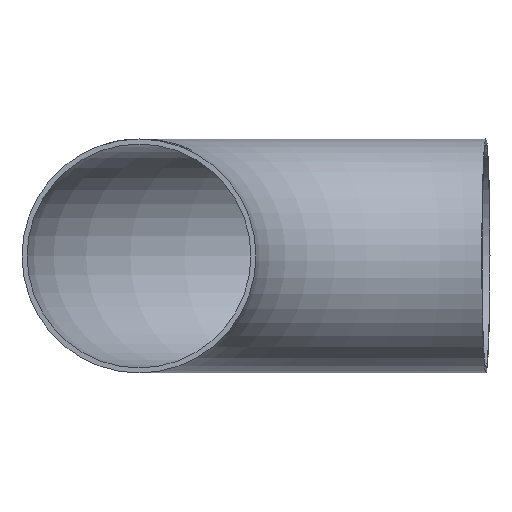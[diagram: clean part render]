
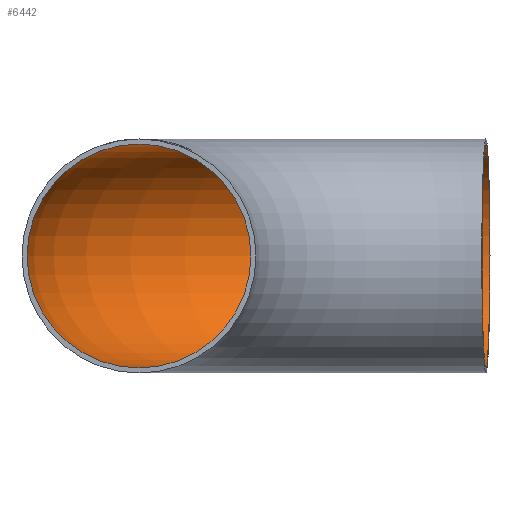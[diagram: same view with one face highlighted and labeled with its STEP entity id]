
A CAD part, front view. The second image highlights one B-rep face of the part: STEP entity #6442.
In plain terms, the highlighted toroidal (fillet/blend) face has major radius 114.3 mm and minor radius 36.449 mm.
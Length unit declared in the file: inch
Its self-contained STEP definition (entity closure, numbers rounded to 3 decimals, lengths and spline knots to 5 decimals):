
#14=CIRCLE('',#6595,1.435);
#48=FACE_BOUND('',#1775,.T.);
#1384=FACE_OUTER_BOUND('',#1774,.T.);
#1774=EDGE_LOOP('',(#6027));
#1775=EDGE_LOOP('',(#6028));
#2431=B_SPLINE_CURVE_WITH_KNOTS('',3,(#15387,#15388,#15389,#15390,#15391,
#15392,#15393,#15394,#15395,#15396,#15397,#15398,#15399,#15400,#15401,#15402,
#15403,#15404,#15405,#15406,#15407,#15408,#15409,#15410,#15411,#15412,#15413,
#15414,#15415,#15416,#15417,#15418,#15419,#15420,#15421,#15422,#15423,#15424,
#15425,#15426,#15427,#15428,#15429,#15430,#15431,#15432,#15433,#15434,#15435,
#15436,#15437,#15438,#15439,#15440,#15441,#15442,#15443,#15444,#15445,#15446,
#15447,#15448,#15449,#15450,#15451,#15452),.UNSPECIFIED.,.T.,.F.,(4,2,2,
2,2,2,2,2,2,2,2,2,2,2,2,2,2,2,2,2,2,2,2,2,2,2,2,2,2,2,2,2,4),(0.,0.67458,
1.34917,2.02397,2.69877,3.37391,4.04905,
4.72466,5.40027,6.0761,6.75193,7.42764,
8.10335,8.77847,9.45359,10.12793,10.80227,
11.4766,12.15094,12.82606,13.50118,14.17689,
14.8526,15.52843,16.20426,16.87987,17.55548,
18.23062,18.90577,19.58056,20.25536,20.92995,
21.60453),.UNSPECIFIED.);
#3086=VERTEX_POINT('',#15386);
#3087=VERTEX_POINT('',#15455);
#4067=EDGE_CURVE('',#3086,#3086,#2431,.T.);
#4068=EDGE_CURVE('',#3087,#3087,#14,.T.);
#6027=ORIENTED_EDGE('',*,*,#4067,.T.);
#6028=ORIENTED_EDGE('',*,*,#4068,.F.);
#6062=TOROIDAL_SURFACE('',#6594,4.5,1.435);
#6442=ADVANCED_FACE('',(#1384,#48),#6062,.F.);
#6594=AXIS2_PLACEMENT_3D('',#15454,#7218,#7219);
#6595=AXIS2_PLACEMENT_3D('',#15456,#7220,#7221);
#7218=DIRECTION('center_axis',(0.,0.,-1.));
#7219=DIRECTION('ref_axis',(-1.,0.,0.));
#7220=DIRECTION('center_axis',(0.,1.,0.));
#7221=DIRECTION('ref_axis',(-1.,0.,0.));
#15386=CARTESIAN_POINT('',(4.49773,5.935,0.));
#15387=CARTESIAN_POINT('Ctrl Pts',(4.49773,5.935,0.));
#15388=CARTESIAN_POINT('Ctrl Pts',(4.49773,5.935,0.08853));
#15389=CARTESIAN_POINT('Ctrl Pts',(4.49743,5.92627,0.18521));
#15390=CARTESIAN_POINT('Ctrl Pts',(4.49611,5.88861,0.37456));
#15391=CARTESIAN_POINT('Ctrl Pts',(4.4951,5.85969,0.46722));
#15392=CARTESIAN_POINT('Ctrl Pts',(4.49273,5.79194,0.63082));
#15393=CARTESIAN_POINT('Ctrl Pts',(4.49116,5.74687,0.71682));
#15394=CARTESIAN_POINT('Ctrl Pts',(4.48742,5.63962,0.87738));
#15395=CARTESIAN_POINT('Ctrl Pts',(4.48524,5.57743,0.95193));
#15396=CARTESIAN_POINT('Ctrl Pts',(4.48087,5.45221,1.07717));
#15397=CARTESIAN_POINT('Ctrl Pts',(4.47827,5.37764,1.1394));
#15398=CARTESIAN_POINT('Ctrl Pts',(4.47266,5.21705,1.24671));
#15399=CARTESIAN_POINT('Ctrl Pts',(4.46966,5.13104,1.2918));
#15400=CARTESIAN_POINT('Ctrl Pts',(4.46394,4.96736,1.3596));
#15401=CARTESIAN_POINT('Ctrl Pts',(4.4607,4.87461,1.38856));
#15402=CARTESIAN_POINT('Ctrl Pts',(4.45408,4.68508,1.42626));
#15403=CARTESIAN_POINT('Ctrl Pts',(4.4507,4.5883,1.435));
#15404=CARTESIAN_POINT('Ctrl Pts',(4.44451,4.41106,1.435));
#15405=CARTESIAN_POINT('Ctrl Pts',(4.44113,4.31425,1.42625));
#15406=CARTESIAN_POINT('Ctrl Pts',(4.43451,4.12466,1.38855));
#15407=CARTESIAN_POINT('Ctrl Pts',(4.43127,4.03187,1.35958));
#15408=CARTESIAN_POINT('Ctrl Pts',(4.42555,3.86808,1.29176));
#15409=CARTESIAN_POINT('Ctrl Pts',(4.42255,3.78199,1.24665));
#15410=CARTESIAN_POINT('Ctrl Pts',(4.41693,3.62124,1.1393));
#15411=CARTESIAN_POINT('Ctrl Pts',(4.41432,3.54658,1.07705));
#15412=CARTESIAN_POINT('Ctrl Pts',(4.40995,3.42123,0.95177));
#15413=CARTESIAN_POINT('Ctrl Pts',(4.40777,3.35898,0.87721));
#15414=CARTESIAN_POINT('Ctrl Pts',(4.40402,3.25159,0.71663));
#15415=CARTESIAN_POINT('Ctrl Pts',(4.40245,3.20646,0.63061));
#15416=CARTESIAN_POINT('Ctrl Pts',(4.40008,3.13865,0.46703));
#15417=CARTESIAN_POINT('Ctrl Pts',(4.39907,3.10971,0.37441));
#15418=CARTESIAN_POINT('Ctrl Pts',(4.39775,3.07203,0.18514));
#15419=CARTESIAN_POINT('Ctrl Pts',(4.39745,3.06328,0.0885));
#15420=CARTESIAN_POINT('Ctrl Pts',(4.39745,3.06328,-0.0885));
#15421=CARTESIAN_POINT('Ctrl Pts',(4.39775,3.07203,-0.18514));
#15422=CARTESIAN_POINT('Ctrl Pts',(4.39907,3.10971,-0.37441));
#15423=CARTESIAN_POINT('Ctrl Pts',(4.40008,3.13865,-0.46703));
#15424=CARTESIAN_POINT('Ctrl Pts',(4.40245,3.20646,-0.63061));
#15425=CARTESIAN_POINT('Ctrl Pts',(4.40402,3.25159,-0.71663));
#15426=CARTESIAN_POINT('Ctrl Pts',(4.40777,3.35898,-0.87721));
#15427=CARTESIAN_POINT('Ctrl Pts',(4.40995,3.42123,-0.95177));
#15428=CARTESIAN_POINT('Ctrl Pts',(4.41432,3.54658,-1.07705));
#15429=CARTESIAN_POINT('Ctrl Pts',(4.41693,3.62124,-1.1393));
#15430=CARTESIAN_POINT('Ctrl Pts',(4.42255,3.78199,-1.24665));
#15431=CARTESIAN_POINT('Ctrl Pts',(4.42555,3.86808,-1.29176));
#15432=CARTESIAN_POINT('Ctrl Pts',(4.43127,4.03187,-1.35958));
#15433=CARTESIAN_POINT('Ctrl Pts',(4.43451,4.12466,-1.38855));
#15434=CARTESIAN_POINT('Ctrl Pts',(4.44113,4.31425,-1.42625));
#15435=CARTESIAN_POINT('Ctrl Pts',(4.44451,4.41106,-1.435));
#15436=CARTESIAN_POINT('Ctrl Pts',(4.4507,4.5883,-1.435));
#15437=CARTESIAN_POINT('Ctrl Pts',(4.45408,4.68508,-1.42626));
#15438=CARTESIAN_POINT('Ctrl Pts',(4.4607,4.87461,-1.38856));
#15439=CARTESIAN_POINT('Ctrl Pts',(4.46394,4.96736,-1.3596));
#15440=CARTESIAN_POINT('Ctrl Pts',(4.46966,5.13104,-1.2918));
#15441=CARTESIAN_POINT('Ctrl Pts',(4.47266,5.21705,-1.24671));
#15442=CARTESIAN_POINT('Ctrl Pts',(4.47827,5.37764,-1.1394));
#15443=CARTESIAN_POINT('Ctrl Pts',(4.48087,5.45221,-1.07717));
#15444=CARTESIAN_POINT('Ctrl Pts',(4.48524,5.57743,-0.95193));
#15445=CARTESIAN_POINT('Ctrl Pts',(4.48742,5.63962,-0.87738));
#15446=CARTESIAN_POINT('Ctrl Pts',(4.49116,5.74687,-0.71682));
#15447=CARTESIAN_POINT('Ctrl Pts',(4.49273,5.79194,-0.63082));
#15448=CARTESIAN_POINT('Ctrl Pts',(4.4951,5.85969,-0.46722));
#15449=CARTESIAN_POINT('Ctrl Pts',(4.49611,5.88861,-0.37456));
#15450=CARTESIAN_POINT('Ctrl Pts',(4.49743,5.92627,-0.18521));
#15451=CARTESIAN_POINT('Ctrl Pts',(4.49773,5.935,-0.08853));
#15452=CARTESIAN_POINT('Ctrl Pts',(4.49773,5.935,0.));
#15454=CARTESIAN_POINT('Origin',(4.5,0.,0.));
#15455=CARTESIAN_POINT('',(-1.435,0.,0.));
#15456=CARTESIAN_POINT('Origin',(0.,0.,0.));
